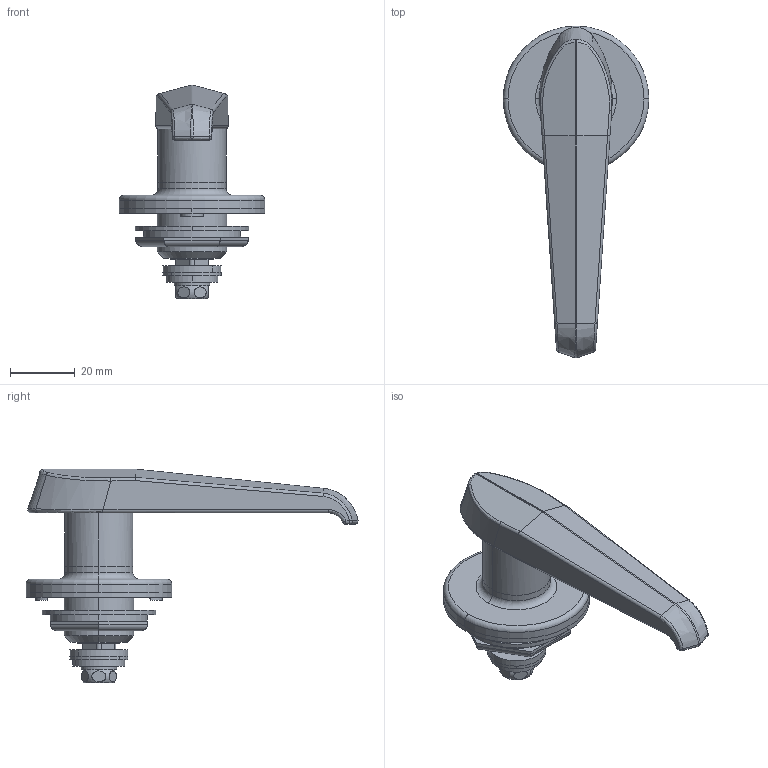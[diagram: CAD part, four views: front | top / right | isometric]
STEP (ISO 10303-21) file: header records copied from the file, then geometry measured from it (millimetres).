
FILE_DESCRIPTION (( 'STEP AP203' ), '1' );
FILE_NAME ('A-140-3-2.STEP', '2022-01-13T07:29:14', ( '' ), ( '' ), 'SwSTEP 2.0', 'SolidWorks 2021', '' );
FILE_SCHEMA (( 'CONFIG_CONTROL_DESIGN' ));
Length unit declared in the file: millimetre
Products named in the file (11): スプリングワッシャーM6_JIS B 1251 No.2 6; 廫帤寠晅偒榋妏儃儖僩M6_M6亊16; A-140-2六角ナット_公; 帟晅嵗嬥撪帟M22_冇35亊冇23亊t1.4; A-140-3受座_公; A-140-3本体_公_A-140-3-2; A-140-3パッキン; 仩8僗儁乕僒乕_冇18亊仩8亊t1; 仩8僗儁乕僒乕_冇18亊仩8亊t2.0; 暯儚僢僔儍乕M6暲娵_M6-冇16亊冇6.8亊t2.0; A-140-3-2
Assembly tree (10 placements, depth 2):
  A-140-3-2
    A-140-3本体_公_A-140-3-2
    A-140-3受座_公
    A-140-3パッキン
    A-140-2六角ナット_公
    帟晅嵗嬥撪帟M22_冇35亊冇23亊t1.4
    仩8僗儁乕僒乕_冇18亊仩8亊t1
    仩8僗儁乕僒乕_冇18亊仩8亊t2.0
    廫帤寠晅偒榋妏儃儖僩M6_M6亊16
    スプリングワッシャーM6_JIS B 1251 No.2 6
    暯儚僢僔儍乕M6暲娵_M6-冇16亊冇6.8亊t2.0
Bounding box: 45 x 102.5 x 66 mm (x, y, z)
Volume: 34348.9 mm3; surface area: 22642.7 mm2
Topology: 10 solids, 10 shells, 316 faces, 794 edges, 510 vertices
Faces by surface type: plane 144, cylinder 131, bspline 20, cone 7, sphere 7, torus 7
Entity records: 12033 total; most frequent: CARTESIAN_POINT 3308, DIRECTION 1606, ORIENTED_EDGE 1578, EDGE_CURVE 789, AXIS2_PLACEMENT_3D 596, VERTEX_POINT 508, VECTOR 414, LINE 414
